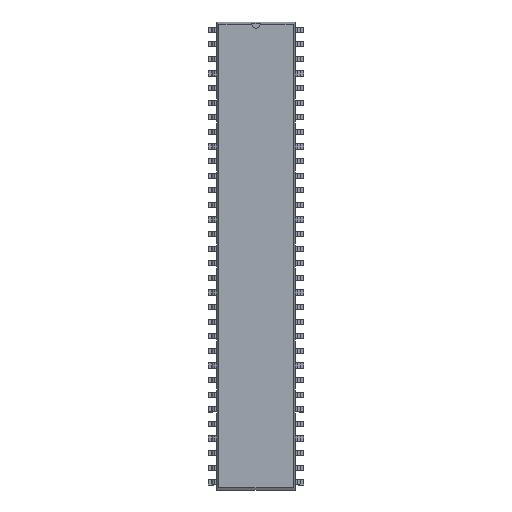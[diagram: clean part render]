
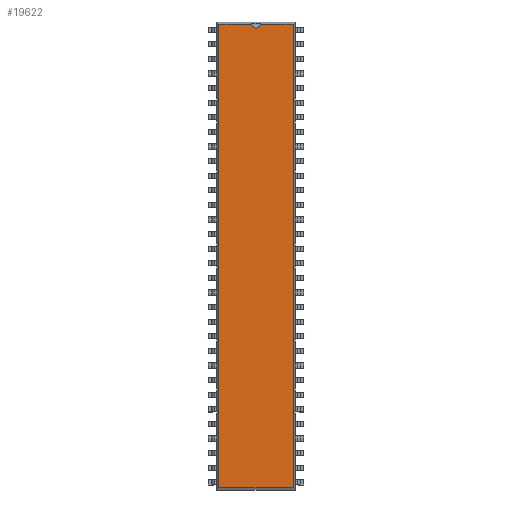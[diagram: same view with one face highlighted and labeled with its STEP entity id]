
A CAD part, top view. The second image highlights one B-rep face of the part: STEP entity #19622.
In plain terms, the highlighted planar face has unit normal (0, 0, 1).
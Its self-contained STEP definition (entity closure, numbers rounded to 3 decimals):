
#27=VECTOR('',#28,1.);
#28=DIRECTION('',(0.,1.,0.));
#34=VECTOR('',#35,1.);
#35=DIRECTION('',(-1.,0.,0.));
#41=VECTOR('',#42,1.);
#42=DIRECTION('',(0.,-1.,0.));
#46=VECTOR('',#47,1.);
#47=DIRECTION('',(1.,0.,0.));
#50=DIRECTION('',(0.,0.,-1.));
#3297=DIRECTION('',(0.,0.,-1.));
#13110=VERTEX_POINT('',#13111);
#13111=CARTESIAN_POINT('',(6.471,40.301,3.68));
#13113=ORIENTED_EDGE('',*,*,#13114,.F.);
#13114=EDGE_CURVE('',#13115,#13110,#13117,.T.);
#13115=VERTEX_POINT('',#13116);
#13116=CARTESIAN_POINT('',(6.471,-40.301,3.68));
#13117=LINE('',#13116,#27);
#16298=VERTEX_POINT('',#16299);
#16299=CARTESIAN_POINT('',(-6.471,40.301,3.68));
#16301=ORIENTED_EDGE('',*,*,#16302,.F.);
#16302=EDGE_CURVE('',#16303,#16298,#16305,.T.);
#16303=VERTEX_POINT('',#16304);
#16304=CARTESIAN_POINT('',(-0.746,40.301,3.68));
#16305=LINE('',#13111,#34);
#16324=VERTEX_POINT('',#16325);
#16325=CARTESIAN_POINT('',(0.746,40.301,3.68));
#16331=ORIENTED_EDGE('',*,*,#16332,.F.);
#16332=EDGE_CURVE('',#13110,#16324,#16305,.T.);
#16436=VERTEX_POINT('',#16437);
#16437=CARTESIAN_POINT('',(-6.471,-40.301,3.68));
#16439=ORIENTED_EDGE('',*,*,#16440,.F.);
#16440=EDGE_CURVE('',#16298,#16436,#16441,.T.);
#16441=LINE('',#16299,#41);
#19617=ORIENTED_EDGE('',*,*,#19618,.F.);
#19618=EDGE_CURVE('',#16436,#13115,#19619,.T.);
#19619=LINE('',#16437,#46);
#19622=ADVANCED_FACE('',(#19623),#19634,.F.);
#19623=FACE_BOUND('',#19624,.F.);
#19624=EDGE_LOOP('',(#13113,#19617,#16439,#16301,#19625,#19632,#16331));
#19625=ORIENTED_EDGE('',*,*,#19626,.F.);
#19626=EDGE_CURVE('',#19627,#16303,#19629,.T.);
#19627=VERTEX_POINT('',#19628);
#19628=CARTESIAN_POINT('',(0.,39.626,3.68));
#19629=CIRCLE('',#19630,0.75);
#19630=AXIS2_PLACEMENT_3D('',#19631,#3297,#42);
#19631=CARTESIAN_POINT('',(0.,40.376,3.68));
#19632=ORIENTED_EDGE('',*,*,#19633,.F.);
#19633=EDGE_CURVE('',#16324,#19627,#19629,.T.);
#19634=PLANE('',#19635);
#19635=AXIS2_PLACEMENT_3D('',#13116,#50,#19636);
#19636=DIRECTION('',(-0.159,0.987,0.));
